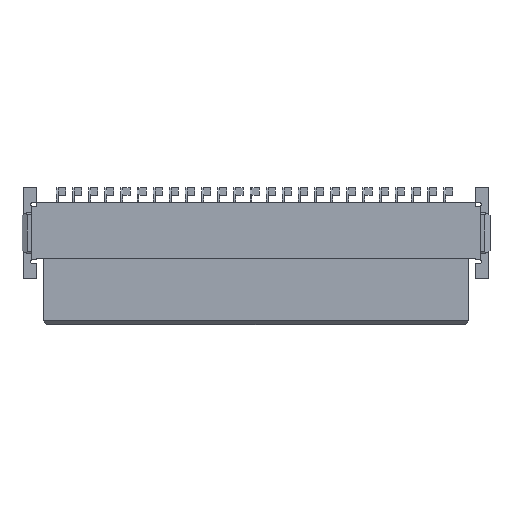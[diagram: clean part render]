
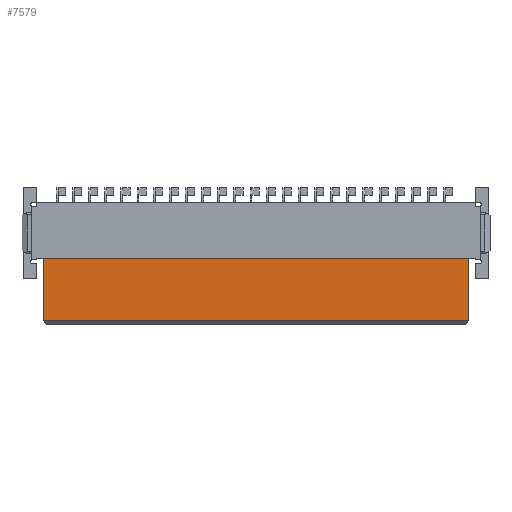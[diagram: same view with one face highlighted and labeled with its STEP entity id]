
A CAD part, top view. The second image highlights one B-rep face of the part: STEP entity #7579.
In plain terms, the highlighted planar face has unit normal (0, 0, 1).
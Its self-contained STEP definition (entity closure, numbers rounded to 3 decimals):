
#6888=CARTESIAN_POINT('',(16.75,-9.535,3.68));
#6889=VERTEX_POINT('',#6888);
#7073=CARTESIAN_POINT('',(-16.75,-9.535,3.68));
#7074=VERTEX_POINT('',#7073);
#7103=CARTESIAN_POINT('',(16.75,-9.535,3.68));
#7104=DIRECTION('',(-1.0,0.0,0.0));
#7105=VECTOR('',#7104,33.5);
#7106=LINE('',#7103,#7105);
#7107=EDGE_CURVE('',#6889,#7074,#7106,.T.);
#7539=CARTESIAN_POINT('',(16.75,-4.635,3.68));
#7540=VERTEX_POINT('',#7539);
#7547=CARTESIAN_POINT('',(16.75,-9.535,3.68));
#7548=DIRECTION('',(0.0,1.0,0.0));
#7549=VECTOR('',#7548,4.9);
#7550=LINE('',#7547,#7549);
#7551=EDGE_CURVE('',#6889,#7540,#7550,.T.);
#7556=CARTESIAN_POINT('',(16.75,-9.835,3.68));
#7557=DIRECTION('',(0.0,0.0,1.0));
#7558=DIRECTION('',(1.0,0.0,0.0));
#7559=AXIS2_PLACEMENT_3D('',#7556,#7557,#7558);
#7560=PLANE('',#7559);
#7561=ORIENTED_EDGE('',*,*,#7107,.F.);
#7562=ORIENTED_EDGE('',*,*,#7551,.T.);
#7563=CARTESIAN_POINT('',(-16.75,-4.635,3.68));
#7564=VERTEX_POINT('',#7563);
#7565=CARTESIAN_POINT('',(16.75,-4.635,3.68));
#7566=DIRECTION('',(-1.0,0.0,0.0));
#7567=VECTOR('',#7566,33.5);
#7568=LINE('',#7565,#7567);
#7569=EDGE_CURVE('',#7540,#7564,#7568,.T.);
#7570=ORIENTED_EDGE('',*,*,#7569,.T.);
#7571=CARTESIAN_POINT('',(-16.75,-9.535,3.68));
#7572=DIRECTION('',(0.0,1.0,0.0));
#7573=VECTOR('',#7572,4.9);
#7574=LINE('',#7571,#7573);
#7575=EDGE_CURVE('',#7074,#7564,#7574,.T.);
#7576=ORIENTED_EDGE('',*,*,#7575,.F.);
#7577=EDGE_LOOP('',(#7561,#7562,#7570,#7576));
#7578=FACE_OUTER_BOUND('',#7577,.T.);
#7579=ADVANCED_FACE('',(#7578),#7560,.T.);
